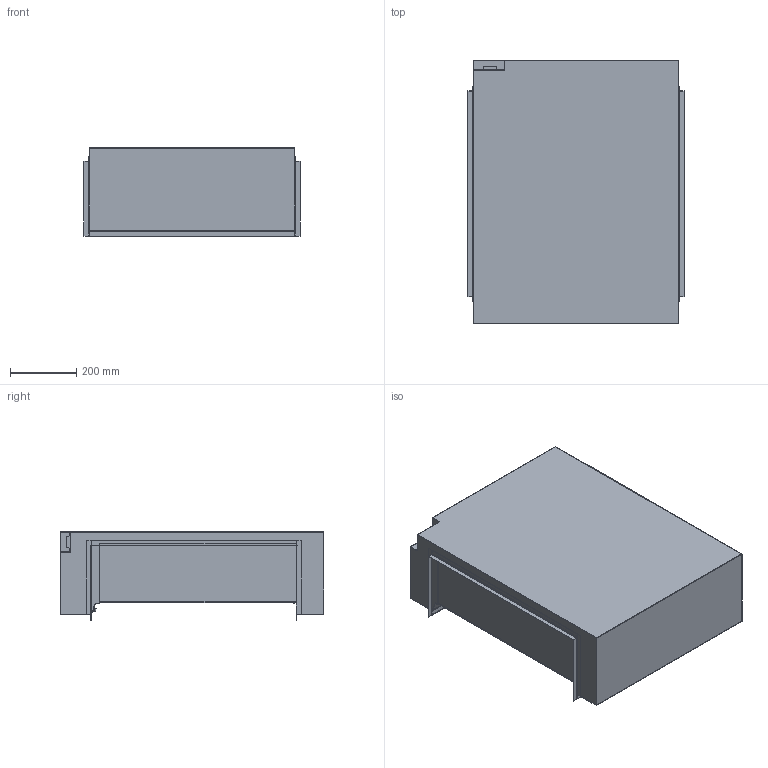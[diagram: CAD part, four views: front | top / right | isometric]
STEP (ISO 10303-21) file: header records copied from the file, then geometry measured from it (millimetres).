
FILE_DESCRIPTION (( 'STEP AP214' ), '1' );
FILE_NAME ('Luminosa 62SLDPRT.STEP', '2024-08-02T09:56:50', ( '' ), ( '' ), 'SwSTEP 2.0', 'SolidWorks 2022', '' );
FILE_SCHEMA (( 'AUTOMOTIVE_DESIGN' ));
Length unit declared in the file: millimetre
Products named in the file (1): Luminosa 62SLDPRT
Bounding box: 652 x 795 x 266 mm (x, y, z)
Volume: 4134599.8 mm3; surface area: 4869543.4 mm2
Topology: 25 solids, 25 shells, 592 faces, 1500 edges, 957 vertices
Faces by surface type: plane 546, cylinder 40, sphere 3, bspline 3
Entity records: 17968 total; most frequent: CARTESIAN_POINT 3066, ORIENTED_EDGE 2982, DIRECTION 2748, EDGE_CURVE 1491, VECTOR 1402, LINE 1402, VERTEX_POINT 951, EDGE_LOOP 716
